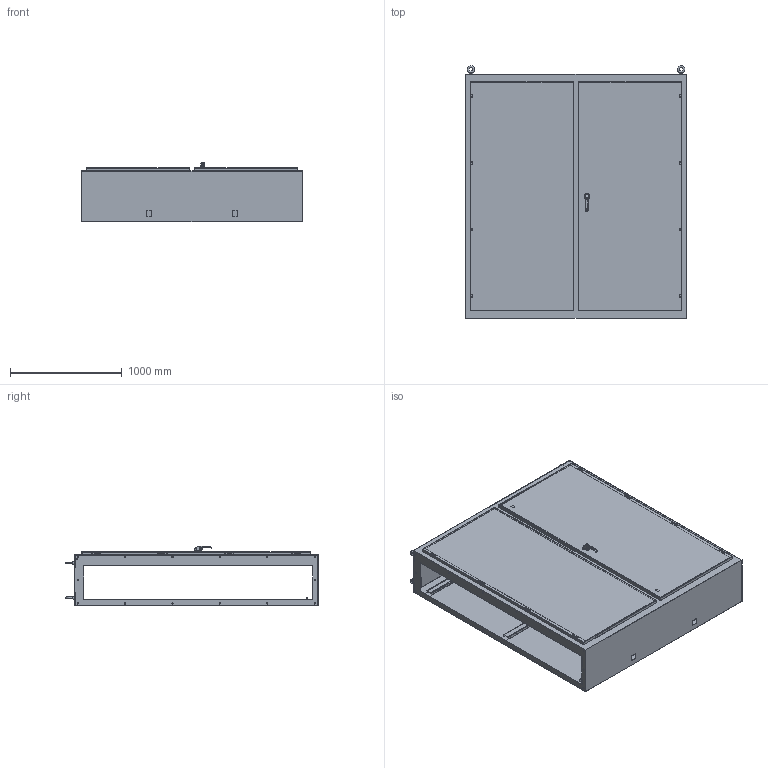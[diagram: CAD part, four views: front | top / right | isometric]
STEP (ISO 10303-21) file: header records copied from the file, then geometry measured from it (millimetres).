
FILE_DESCRIPTION (( 'STEP AP214' ), '1' );
FILE_NAME ('SCE-N86CU7818.STEP', '2024-06-18T13:57:38', ( '' ), ( '' ), 'SwSTEP 2.0', 'SolidWorks 2023', '' );
FILE_SCHEMA (( 'AUTOMOTIVE_DESIGN' ));
Length unit declared in the file: inch
Products named in the file (1): SCE-N86CU7818
Bounding box: 1974.85 x 2259.21 x 534.57 mm (x, y, z)
Volume: 33912454.2 mm3; surface area: 25593031.1 mm2
Topology: 33 solids, 41 shells, 4726 faces, 12191 edges, 7643 vertices
Faces by surface type: plane 2152, cylinder 1578, bspline 705, torus 146, cone 145
Full cylindrical faces by diameter (mm): 1.016 x8, 3.978 x8, 4.318 x40, 4.978 x32, 5.016 x2, 5.207 x16, 5.232 x16, 5.537 x8, 6.096 x16, 6.198 x16, 6.35 x16, 9.525 x20, 10.323 x16, 11.113 x24, 15.24 x4, 16 x1, 22 x1, 29.8 x4
Entity records: 210974 total; most frequent: CARTESIAN_POINT 102894, ORIENTED_EDGE 23216, DIRECTION 20625, EDGE_CURVE 11608, VERTEX_POINT 7487, AXIS2_PLACEMENT_3D 7357, LINE 5911, VECTOR 5911
